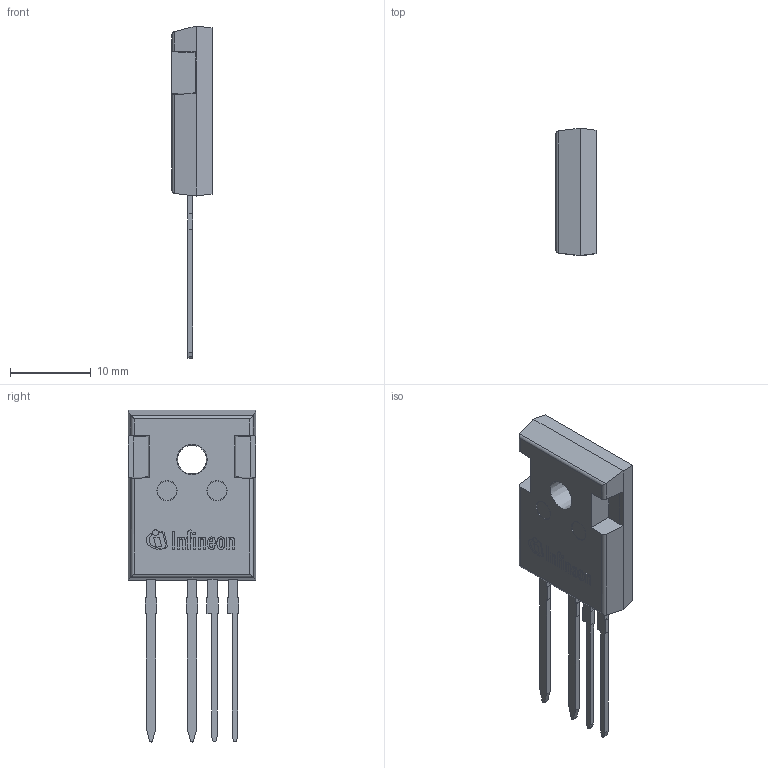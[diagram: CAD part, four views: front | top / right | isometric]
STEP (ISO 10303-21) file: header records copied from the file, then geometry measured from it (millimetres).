
FILE_DESCRIPTION(/* description */ (''),/* implementation_level */ '2;1');
FILE_NAME(/* name */ 'PG-TO247-4-21_Z8B00271077_V01_3D.stp',/* time_stamp */ '2025-09-17T09:52:38+05:30',/* author */ ('sivamani'),/* organization */ (''),/* preprocessor_version */ 'ST-DEVELOPER v19.2',/* originating_system */ 'AutoCAD Mechanical',/* authorisation */ '');
FILE_SCHEMA (('AUTOMOTIVE_DESIGN { 1 0 10303 214 3 1 1 }'));
Length unit declared in the file: millimetre
Products named in the file (1): Product
Bounding box: 5.01 x 15.8 x 41.2 mm (x, y, z)
Volume: 1874.8 mm3; surface area: 1850.1 mm2
Topology: 18 solids, 18 shells, 317 faces, 827 edges, 548 vertices
Faces by surface type: plane 185, cylinder 129, torus 2, cone 1
Full cylindrical faces by diameter (mm): 0.355 x1, 0.732 x1, 2.5 x2, 7.4 x1
Entity records: 9804 total; most frequent: DIRECTION 1727, CARTESIAN_POINT 1693, ORIENTED_EDGE 1654, EDGE_CURVE 827, AXIS2_PLACEMENT_3D 582, LINE 563, VECTOR 563, VERTEX_POINT 548
